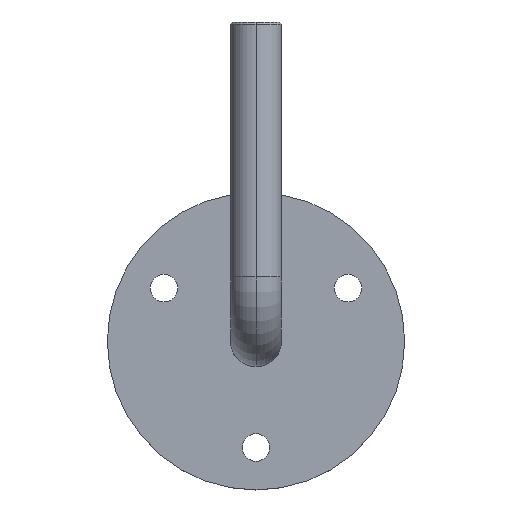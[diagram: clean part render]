
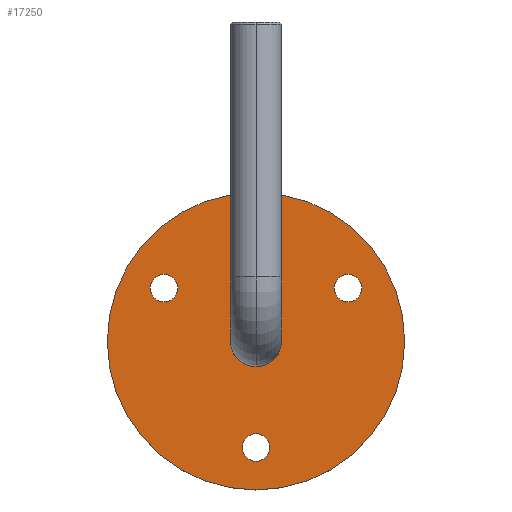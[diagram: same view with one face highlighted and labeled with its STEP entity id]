
A CAD part, top view. The second image highlights one B-rep face of the part: STEP entity #17250.
In plain terms, the highlighted planar face has unit normal (0, 0, 1).
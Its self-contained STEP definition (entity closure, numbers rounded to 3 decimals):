
#334 = VERTEX_POINT ( 'NONE', #10088 ) ;
#540 = CARTESIAN_POINT ( 'NONE',  ( -35., 0., 4. ) ) ;
#876 = DIRECTION ( 'NONE',  ( 0., 0., 1. ) ) ;
#1023 = ORIENTED_EDGE ( 'NONE', *, *, #8836, .F. ) ;
#1494 = CARTESIAN_POINT ( 'NONE',  ( -18.401, 12.5, 4. ) ) ;
#1537 = DIRECTION ( 'NONE',  ( 1., 0., 0. ) ) ;
#1539 = CARTESIAN_POINT ( 'NONE',  ( 0., 0., 4. ) ) ;
#1982 = FACE_BOUND ( 'NONE', #13517, .T. ) ;
#2346 = DIRECTION ( 'NONE',  ( -1., 0., 0. ) ) ;
#2764 = VERTEX_POINT ( 'NONE', #1494 ) ;
#2875 = ORIENTED_EDGE ( 'NONE', *, *, #13771, .T. ) ;
#2906 = FACE_BOUND ( 'NONE', #7138, .T. ) ;
#2923 = CIRCLE ( 'NONE', #4148, 35. ) ;
#3441 = AXIS2_PLACEMENT_3D ( 'NONE', #6144, #12201, #15072 ) ;
#3609 = EDGE_LOOP ( 'NONE', ( #16790, #1023 ) ) ;
#3767 = EDGE_CURVE ( 'NONE', #3859, #10826, #10690, .T. ) ;
#3859 = VERTEX_POINT ( 'NONE', #18756 ) ;
#3992 = AXIS2_PLACEMENT_3D ( 'NONE', #1539, #8931, #11820 ) ;
#4148 = AXIS2_PLACEMENT_3D ( 'NONE', #7586, #7404, #1537 ) ;
#4345 = CARTESIAN_POINT ( 'NONE',  ( -3.25, -25., 4. ) ) ;
#4496 = VERTEX_POINT ( 'NONE', #11961 ) ;
#4641 = VERTEX_POINT ( 'NONE', #15519 ) ;
#4961 = FACE_BOUND ( 'NONE', #7282, .T. ) ;
#4967 = CIRCLE ( 'NONE', #7143, 3.25 ) ;
#5140 = VERTEX_POINT ( 'NONE', #6687 ) ;
#5183 = DIRECTION ( 'NONE',  ( 0., 0., 1. ) ) ;
#5354 = EDGE_CURVE ( 'NONE', #12375, #16252, #10647, .T. ) ;
#5393 = EDGE_CURVE ( 'NONE', #334, #10170, #12957, .T. ) ;
#5418 = ORIENTED_EDGE ( 'NONE', *, *, #18363, .F. ) ;
#5981 = ORIENTED_EDGE ( 'NONE', *, *, #5354, .T. ) ;
#6144 = CARTESIAN_POINT ( 'NONE',  ( 0., -25., 4. ) ) ;
#6481 = DIRECTION ( 'NONE',  ( 1., 0., 0. ) ) ;
#6524 = AXIS2_PLACEMENT_3D ( 'NONE', #13920, #876, #2346 ) ;
#6570 = FACE_OUTER_BOUND ( 'NONE', #11209, .T. ) ;
#6687 = CARTESIAN_POINT ( 'NONE',  ( 24.901, 12.5, 4. ) ) ;
#7138 = EDGE_LOOP ( 'NONE', ( #5418, #9645 ) ) ;
#7143 = AXIS2_PLACEMENT_3D ( 'NONE', #17040, #12447, #13977 ) ;
#7244 = AXIS2_PLACEMENT_3D ( 'NONE', #9746, #9687, #16840 ) ;
#7282 = EDGE_LOOP ( 'NONE', ( #12126, #10515 ) ) ;
#7401 = CARTESIAN_POINT ( 'NONE',  ( -21.651, 12.5, 4. ) ) ;
#7404 = DIRECTION ( 'NONE',  ( 0., 0., 1. ) ) ;
#7536 = EDGE_CURVE ( 'NONE', #10826, #3859, #15348, .T. ) ;
#7586 = CARTESIAN_POINT ( 'NONE',  ( 0., 0., 4. ) ) ;
#7863 = EDGE_CURVE ( 'NONE', #5140, #4641, #4967, .T. ) ;
#7885 = AXIS2_PLACEMENT_3D ( 'NONE', #7401, #16230, #13051 ) ;
#8594 = DIRECTION ( 'NONE',  ( 0., 0., 1. ) ) ;
#8836 = EDGE_CURVE ( 'NONE', #2764, #4496, #13250, .T. ) ;
#8931 = DIRECTION ( 'NONE',  ( 0., 0., -1. ) ) ;
#9645 = ORIENTED_EDGE ( 'NONE', *, *, #7863, .F. ) ;
#9687 = DIRECTION ( 'NONE',  ( 0., 0., -1. ) ) ;
#9746 = CARTESIAN_POINT ( 'NONE',  ( 0., 0., 4. ) ) ;
#9772 = CIRCLE ( 'NONE', #14463, 3.25 ) ;
#10088 = CARTESIAN_POINT ( 'NONE',  ( 3.25, 0., 4. ) ) ;
#10170 = VERTEX_POINT ( 'NONE', #13060 ) ;
#10285 = DIRECTION ( 'NONE',  ( 1., 0., 0. ) ) ;
#10515 = ORIENTED_EDGE ( 'NONE', *, *, #3767, .F. ) ;
#10548 = DIRECTION ( 'NONE',  ( -1., 0., 0. ) ) ;
#10578 = ORIENTED_EDGE ( 'NONE', *, *, #15327, .T. ) ;
#10647 = CIRCLE ( 'NONE', #13135, 35. ) ;
#10690 = CIRCLE ( 'NONE', #6524, 3.25 ) ;
#10803 = PLANE ( 'NONE',  #13813 ) ;
#10826 = VERTEX_POINT ( 'NONE', #4345 ) ;
#11209 = EDGE_LOOP ( 'NONE', ( #5981, #10578 ) ) ;
#11820 = DIRECTION ( 'NONE',  ( -1., 0., 0. ) ) ;
#11961 = CARTESIAN_POINT ( 'NONE',  ( -24.901, 12.5, 4. ) ) ;
#12126 = ORIENTED_EDGE ( 'NONE', *, *, #7536, .F. ) ;
#12201 = DIRECTION ( 'NONE',  ( 0., 0., 1. ) ) ;
#12375 = VERTEX_POINT ( 'NONE', #540 ) ;
#12447 = DIRECTION ( 'NONE',  ( 0., 0., 1. ) ) ;
#12957 = CIRCLE ( 'NONE', #3992, 3.25 ) ;
#13051 = DIRECTION ( 'NONE',  ( -1., 0., 0. ) ) ;
#13060 = CARTESIAN_POINT ( 'NONE',  ( -3.25, 0., 4. ) ) ;
#13135 = AXIS2_PLACEMENT_3D ( 'NONE', #17603, #8594, #10285 ) ;
#13250 = CIRCLE ( 'NONE', #7885, 3.25 ) ;
#13517 = EDGE_LOOP ( 'NONE', ( #2875, #15953 ) ) ;
#13771 = EDGE_CURVE ( 'NONE', #10170, #334, #16509, .T. ) ;
#13801 = DIRECTION ( 'NONE',  ( 0., 0., 1. ) ) ;
#13813 = AXIS2_PLACEMENT_3D ( 'NONE', #15358, #13801, #6481 ) ;
#13920 = CARTESIAN_POINT ( 'NONE',  ( 0., -25., 4. ) ) ;
#13927 = DIRECTION ( 'NONE',  ( -1., 0., 0. ) ) ;
#13977 = DIRECTION ( 'NONE',  ( -1., 0., 0. ) ) ;
#14463 = AXIS2_PLACEMENT_3D ( 'NONE', #16856, #5183, #13927 ) ;
#14656 = CIRCLE ( 'NONE', #16696, 3.25 ) ;
#15072 = DIRECTION ( 'NONE',  ( -1., 0., 0. ) ) ;
#15268 = EDGE_CURVE ( 'NONE', #4496, #2764, #14656, .T. ) ;
#15327 = EDGE_CURVE ( 'NONE', #16252, #12375, #2923, .T. ) ;
#15348 = CIRCLE ( 'NONE', #3441, 3.25 ) ;
#15358 = CARTESIAN_POINT ( 'NONE',  ( 0., 0., 4. ) ) ;
#15519 = CARTESIAN_POINT ( 'NONE',  ( 18.401, 12.5, 4. ) ) ;
#15543 = CARTESIAN_POINT ( 'NONE',  ( 35., 0., 4. ) ) ;
#15953 = ORIENTED_EDGE ( 'NONE', *, *, #5393, .T. ) ;
#16155 = DIRECTION ( 'NONE',  ( 0., 0., 1. ) ) ;
#16230 = DIRECTION ( 'NONE',  ( 0., 0., 1. ) ) ;
#16252 = VERTEX_POINT ( 'NONE', #15543 ) ;
#16343 = CARTESIAN_POINT ( 'NONE',  ( -21.651, 12.5, 4. ) ) ;
#16509 = CIRCLE ( 'NONE', #7244, 3.25 ) ;
#16696 = AXIS2_PLACEMENT_3D ( 'NONE', #16343, #16155, #10548 ) ;
#16790 = ORIENTED_EDGE ( 'NONE', *, *, #15268, .F. ) ;
#16840 = DIRECTION ( 'NONE',  ( -1., 0., 0. ) ) ;
#16856 = CARTESIAN_POINT ( 'NONE',  ( 21.651, 12.5, 4. ) ) ;
#17040 = CARTESIAN_POINT ( 'NONE',  ( 21.651, 12.5, 4. ) ) ;
#17139 = FACE_BOUND ( 'NONE', #3609, .T. ) ;
#17250 = ADVANCED_FACE ( 'NONE', ( #1982, #17139, #6570, #4961, #2906 ), #10803, .T. ) ;
#17603 = CARTESIAN_POINT ( 'NONE',  ( 0., 0., 4. ) ) ;
#18363 = EDGE_CURVE ( 'NONE', #4641, #5140, #9772, .T. ) ;
#18756 = CARTESIAN_POINT ( 'NONE',  ( 3.25, -25., 4. ) ) ;
